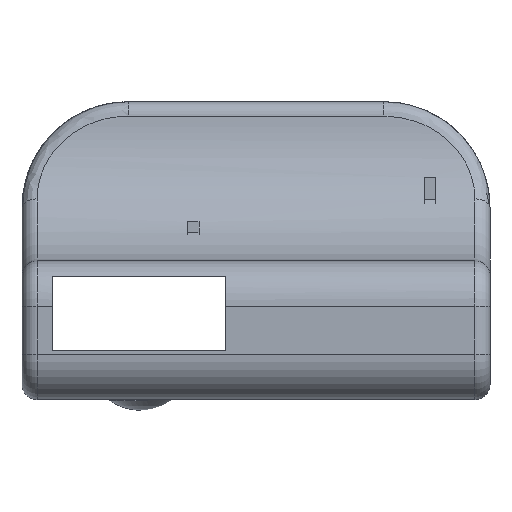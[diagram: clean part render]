
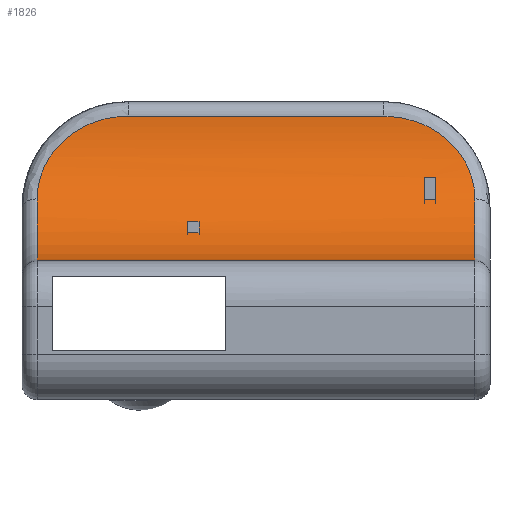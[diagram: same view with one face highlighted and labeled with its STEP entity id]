
A CAD part, left-side view. The second image highlights one B-rep face of the part: STEP entity #1826.
In plain terms, the highlighted cylindrical face has radius 10 mm (diameter 20 mm), a partial arc.
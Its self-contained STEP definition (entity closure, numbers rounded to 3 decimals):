
#30=B_SPLINE_CURVE_WITH_KNOTS('',3,(#2815,#2816,#2817,#2818,#2819,#2820,
#2821),.UNSPECIFIED.,.F.,.F.,(4,1,1,1,4),(-0.985,-0.845,
-0.563,-0.282,0.),.UNSPECIFIED.);
#32=B_SPLINE_CURVE_WITH_KNOTS('',3,(#2873,#2874,#2875,#2876,#2877,#2878,
#2879),.UNSPECIFIED.,.F.,.F.,(4,1,1,1,4),(-0.985,-0.704,
-0.422,-0.141,0.),.UNSPECIFIED.);
#37=FACE_BOUND('',#254,.T.);
#38=FACE_BOUND('',#255,.T.);
#153=FACE_OUTER_BOUND('',#253,.T.);
#253=EDGE_LOOP('',(#1396,#1397,#1398,#1399,#1400,#1401));
#254=EDGE_LOOP('',(#1402,#1403,#1404,#1405));
#255=EDGE_LOOP('',(#1406,#1407,#1408,#1409));
#386=LINE('',#2836,#576);
#391=LINE('',#2920,#581);
#392=LINE('',#2923,#582);
#393=LINE('',#2927,#583);
#394=LINE('',#2931,#584);
#395=LINE('',#2935,#585);
#576=VECTOR('',#2247,10.);
#581=VECTOR('',#2288,10.);
#582=VECTOR('',#2289,10.);
#583=VECTOR('',#2292,10.);
#584=VECTOR('',#2295,10.);
#585=VECTOR('',#2298,10.);
#741=CIRCLE('',#1951,10.);
#747=CIRCLE('',#1959,10.);
#756=CIRCLE('',#1973,10.);
#757=CIRCLE('',#1974,10.);
#758=CIRCLE('',#1975,10.);
#759=CIRCLE('',#1976,10.);
#839=VERTEX_POINT('',#2768);
#841=VERTEX_POINT('',#2774);
#843=VERTEX_POINT('',#2814);
#845=VERTEX_POINT('',#2832);
#847=VERTEX_POINT('',#2872);
#849=VERTEX_POINT('',#2890);
#859=VERTEX_POINT('',#2921);
#860=VERTEX_POINT('',#2922);
#861=VERTEX_POINT('',#2924);
#862=VERTEX_POINT('',#2926);
#863=VERTEX_POINT('',#2929);
#864=VERTEX_POINT('',#2930);
#865=VERTEX_POINT('',#2932);
#866=VERTEX_POINT('',#2934);
#1040=EDGE_CURVE('',#839,#841,#741,.T.);
#1041=EDGE_CURVE('',#841,#843,#30,.T.);
#1046=EDGE_CURVE('',#843,#845,#386,.T.);
#1047=EDGE_CURVE('',#845,#847,#32,.T.);
#1052=EDGE_CURVE('',#847,#849,#747,.T.);
#1065=EDGE_CURVE('',#839,#849,#391,.T.);
#1066=EDGE_CURVE('',#859,#860,#392,.T.);
#1067=EDGE_CURVE('',#860,#861,#756,.T.);
#1068=EDGE_CURVE('',#861,#862,#393,.T.);
#1069=EDGE_CURVE('',#862,#859,#757,.T.);
#1070=EDGE_CURVE('',#863,#864,#394,.T.);
#1071=EDGE_CURVE('',#864,#865,#758,.T.);
#1072=EDGE_CURVE('',#865,#866,#395,.T.);
#1073=EDGE_CURVE('',#866,#863,#759,.T.);
#1396=ORIENTED_EDGE('',*,*,#1052,.F.);
#1397=ORIENTED_EDGE('',*,*,#1047,.F.);
#1398=ORIENTED_EDGE('',*,*,#1046,.F.);
#1399=ORIENTED_EDGE('',*,*,#1041,.F.);
#1400=ORIENTED_EDGE('',*,*,#1040,.F.);
#1401=ORIENTED_EDGE('',*,*,#1065,.T.);
#1402=ORIENTED_EDGE('',*,*,#1066,.T.);
#1403=ORIENTED_EDGE('',*,*,#1067,.T.);
#1404=ORIENTED_EDGE('',*,*,#1068,.T.);
#1405=ORIENTED_EDGE('',*,*,#1069,.T.);
#1406=ORIENTED_EDGE('',*,*,#1070,.T.);
#1407=ORIENTED_EDGE('',*,*,#1071,.T.);
#1408=ORIENTED_EDGE('',*,*,#1072,.T.);
#1409=ORIENTED_EDGE('',*,*,#1073,.T.);
#1782=CYLINDRICAL_SURFACE('',#1972,10.);
#1826=ADVANCED_FACE('',(#153,#37,#38),#1782,.F.);
#1951=AXIS2_PLACEMENT_3D('',#2778,#2238,#2239);
#1959=AXIS2_PLACEMENT_3D('',#2894,#2256,#2257);
#1972=AXIS2_PLACEMENT_3D('',#2919,#2286,#2287);
#1973=AXIS2_PLACEMENT_3D('',#2925,#2290,#2291);
#1974=AXIS2_PLACEMENT_3D('',#2928,#2293,#2294);
#1975=AXIS2_PLACEMENT_3D('',#2933,#2296,#2297);
#1976=AXIS2_PLACEMENT_3D('',#2936,#2299,#2300);
#2238=DIRECTION('center_axis',(0.,-1.,0.));
#2239=DIRECTION('ref_axis',(0.418,0.,-0.908));
#2247=DIRECTION('',(0.,-1.,0.));
#2256=DIRECTION('center_axis',(0.,1.,0.));
#2257=DIRECTION('ref_axis',(0.418,0.,-0.908));
#2286=DIRECTION('center_axis',(0.,-1.,0.));
#2287=DIRECTION('ref_axis',(0.707,0.,-0.707));
#2288=DIRECTION('',(0.,-1.,0.));
#2289=DIRECTION('',(0.,-1.,0.));
#2290=DIRECTION('center_axis',(0.,1.,0.));
#2291=DIRECTION('ref_axis',(0.707,0.,-0.707));
#2292=DIRECTION('',(0.,1.,0.));
#2293=DIRECTION('center_axis',(0.,-1.,0.));
#2294=DIRECTION('ref_axis',(0.707,0.,-0.707));
#2295=DIRECTION('',(0.,1.,0.));
#2296=DIRECTION('center_axis',(0.,-1.,0.));
#2297=DIRECTION('ref_axis',(0.707,0.,-0.707));
#2298=DIRECTION('',(0.,-1.,0.));
#2299=DIRECTION('center_axis',(0.,1.,0.));
#2300=DIRECTION('ref_axis',(0.707,0.,-0.707));
#2768=CARTESIAN_POINT('',(126.,67.475,4.5));
#2774=CARTESIAN_POINT('',(134.067,67.475,8.591));
#2778=CARTESIAN_POINT('Origin',(126.,67.475,14.5));
#2814=CARTESIAN_POINT('',(135.99,61.475,14.045));
#2815=CARTESIAN_POINT('Ctrl Pts',(134.067,67.475,8.591));
#2816=CARTESIAN_POINT('Ctrl Pts',(134.319,67.475,8.935));
#2817=CARTESIAN_POINT('Ctrl Pts',(135.014,67.373,10.015));
#2818=CARTESIAN_POINT('Ctrl Pts',(135.746,66.492,11.932));
#2819=CARTESIAN_POINT('Ctrl Pts',(135.985,64.289,13.641));
#2820=CARTESIAN_POINT('Ctrl Pts',(135.99,62.413,14.045));
#2821=CARTESIAN_POINT('Ctrl Pts',(135.99,61.475,14.045));
#2832=CARTESIAN_POINT('',(135.99,44.6,14.045));
#2836=CARTESIAN_POINT('',(135.99,68.475,14.045));
#2872=CARTESIAN_POINT('',(134.067,38.6,8.591));
#2873=CARTESIAN_POINT('Ctrl Pts',(135.99,44.6,14.045));
#2874=CARTESIAN_POINT('Ctrl Pts',(135.99,43.662,14.045));
#2875=CARTESIAN_POINT('Ctrl Pts',(135.985,41.786,13.641));
#2876=CARTESIAN_POINT('Ctrl Pts',(135.746,39.583,11.932));
#2877=CARTESIAN_POINT('Ctrl Pts',(135.014,38.702,10.014));
#2878=CARTESIAN_POINT('Ctrl Pts',(134.319,38.6,8.935));
#2879=CARTESIAN_POINT('Ctrl Pts',(134.067,38.6,8.591));
#2890=CARTESIAN_POINT('',(126.,38.6,4.5));
#2894=CARTESIAN_POINT('Origin',(126.,38.6,14.5));
#2919=CARTESIAN_POINT('Origin',(126.,68.475,14.5));
#2920=CARTESIAN_POINT('',(126.,68.475,4.5));
#2921=CARTESIAN_POINT('',(132.7,57.583,7.077));
#2922=CARTESIAN_POINT('',(132.7,56.796,7.077));
#2923=CARTESIAN_POINT('',(132.7,57.19,7.077));
#2924=CARTESIAN_POINT('',(131.795,56.796,6.351));
#2925=CARTESIAN_POINT('Origin',(126.,56.796,14.5));
#2926=CARTESIAN_POINT('',(131.795,57.583,6.351));
#2927=CARTESIAN_POINT('',(131.795,57.19,6.351));
#2928=CARTESIAN_POINT('Origin',(126.,57.583,14.5));
#2929=CARTESIAN_POINT('',(134.025,41.167,8.533));
#2930=CARTESIAN_POINT('',(134.025,41.954,8.533));
#2931=CARTESIAN_POINT('',(134.025,41.56,8.533));
#2932=CARTESIAN_POINT('',(134.93,41.954,9.999));
#2933=CARTESIAN_POINT('Origin',(126.,41.954,14.5));
#2934=CARTESIAN_POINT('',(134.93,41.167,9.999));
#2935=CARTESIAN_POINT('',(134.93,41.56,9.999));
#2936=CARTESIAN_POINT('Origin',(126.,41.167,14.5));
